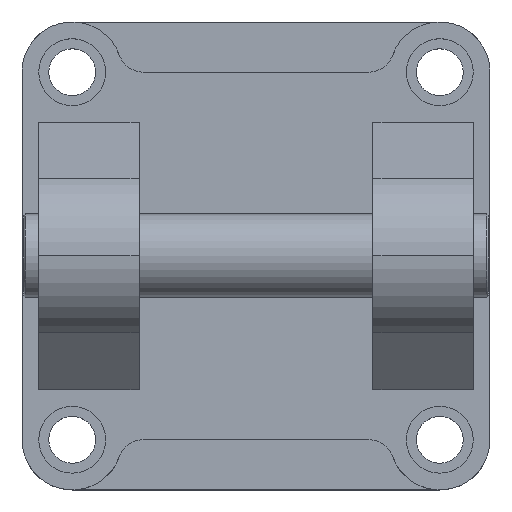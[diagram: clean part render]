
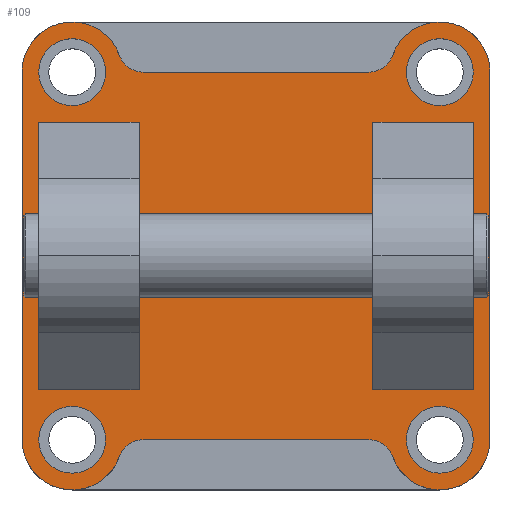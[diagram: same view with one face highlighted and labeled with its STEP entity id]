
A CAD part, top view. The second image highlights one B-rep face of the part: STEP entity #109.
In plain terms, the highlighted planar face has unit normal (0, 0, 1).
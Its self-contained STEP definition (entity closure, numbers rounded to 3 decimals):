
#109=ADVANCED_FACE('',(#246,#247,#248,#249,#250,#251,#252),#253,.T.);
#246=FACE_BOUND('',#395,.T.);
#247=FACE_BOUND('',#396,.T.);
#248=FACE_BOUND('',#397,.T.);
#249=FACE_BOUND('',#398,.T.);
#250=FACE_BOUND('',#399,.T.);
#251=FACE_BOUND('',#400,.T.);
#252=FACE_OUTER_BOUND('',#401,.T.);
#253=PLANE('',#402);
#395=EDGE_LOOP('',(#869,#870,#871,#872));
#396=EDGE_LOOP('',(#873,#874,#875,#876));
#397=EDGE_LOOP('',(#877,#878));
#398=EDGE_LOOP('',(#879,#880));
#399=EDGE_LOOP('',(#881,#882));
#400=EDGE_LOOP('',(#883,#884));
#401=EDGE_LOOP('',(#885,#886,#887,#888,#889,#890,#891,#892,#893,#894,#895,#896));
#402=AXIS2_PLACEMENT_3D('',#897,#898,#899);
#869=ORIENTED_EDGE('',*,*,#998,.T.);
#870=ORIENTED_EDGE('',*,*,#1000,.T.);
#871=ORIENTED_EDGE('',*,*,#993,.T.);
#872=ORIENTED_EDGE('',*,*,#1001,.T.);
#873=ORIENTED_EDGE('',*,*,#1009,.T.);
#874=ORIENTED_EDGE('',*,*,#1011,.T.);
#875=ORIENTED_EDGE('',*,*,#1004,.T.);
#876=ORIENTED_EDGE('',*,*,#1012,.T.);
#877=ORIENTED_EDGE('',*,*,#954,.T.);
#878=ORIENTED_EDGE('',*,*,#1015,.T.);
#879=ORIENTED_EDGE('',*,*,#946,.T.);
#880=ORIENTED_EDGE('',*,*,#1019,.T.);
#881=ORIENTED_EDGE('',*,*,#938,.T.);
#882=ORIENTED_EDGE('',*,*,#1023,.T.);
#883=ORIENTED_EDGE('',*,*,#930,.T.);
#884=ORIENTED_EDGE('',*,*,#1027,.T.);
#885=ORIENTED_EDGE('',*,*,#1065,.F.);
#886=ORIENTED_EDGE('',*,*,#1068,.F.);
#887=ORIENTED_EDGE('',*,*,#1078,.F.);
#888=ORIENTED_EDGE('',*,*,#1074,.F.);
#889=ORIENTED_EDGE('',*,*,#1072,.F.);
#890=ORIENTED_EDGE('',*,*,#1070,.F.);
#891=ORIENTED_EDGE('',*,*,#1050,.F.);
#892=ORIENTED_EDGE('',*,*,#1054,.F.);
#893=ORIENTED_EDGE('',*,*,#1057,.F.);
#894=ORIENTED_EDGE('',*,*,#1063,.F.);
#895=ORIENTED_EDGE('',*,*,#1069,.F.);
#896=ORIENTED_EDGE('',*,*,#1059,.F.);
#897=CARTESIAN_POINT('',(0.0,0.,20.0));
#898=DIRECTION('',(0.0,0.0,1.0));
#899=DIRECTION('',(1.0,0.0,0.0));
#930=EDGE_CURVE('',#1098,#1095,#1099,.T.);
#938=EDGE_CURVE('',#1114,#1111,#1115,.T.);
#946=EDGE_CURVE('',#1130,#1127,#1131,.T.);
#954=EDGE_CURVE('',#1146,#1143,#1147,.T.);
#993=EDGE_CURVE('',#1209,#1211,#1213,.T.);
#998=EDGE_CURVE('',#1221,#1219,#1222,.T.);
#1000=EDGE_CURVE('',#1219,#1209,#1224,.T.);
#1001=EDGE_CURVE('',#1211,#1221,#1225,.T.);
#1004=EDGE_CURVE('',#1226,#1228,#1230,.T.);
#1009=EDGE_CURVE('',#1238,#1236,#1239,.T.);
#1011=EDGE_CURVE('',#1236,#1226,#1241,.T.);
#1012=EDGE_CURVE('',#1228,#1238,#1242,.T.);
#1015=EDGE_CURVE('',#1143,#1146,#1245,.T.);
#1019=EDGE_CURVE('',#1127,#1130,#1249,.T.);
#1023=EDGE_CURVE('',#1111,#1114,#1253,.T.);
#1027=EDGE_CURVE('',#1095,#1098,#1257,.T.);
#1050=EDGE_CURVE('',#1295,#1297,#1298,.T.);
#1054=EDGE_CURVE('',#1302,#1295,#1304,.T.);
#1057=EDGE_CURVE('',#1307,#1302,#1309,.T.);
#1059=EDGE_CURVE('',#1310,#1312,#1313,.T.);
#1063=EDGE_CURVE('',#1316,#1307,#1318,.T.);
#1065=EDGE_CURVE('',#1319,#1310,#1321,.T.);
#1068=EDGE_CURVE('',#1324,#1319,#1326,.T.);
#1069=EDGE_CURVE('',#1312,#1316,#1327,.T.);
#1070=EDGE_CURVE('',#1297,#1328,#1329,.T.);
#1072=EDGE_CURVE('',#1328,#1331,#1332,.T.);
#1074=EDGE_CURVE('',#1331,#1334,#1335,.T.);
#1078=EDGE_CURVE('',#1334,#1324,#1340,.T.);
#1095=VERTEX_POINT('',#1361);
#1098=VERTEX_POINT('',#1365);
#1099=CIRCLE('',#1366,10.0);
#1111=VERTEX_POINT('',#1381);
#1114=VERTEX_POINT('',#1385);
#1115=CIRCLE('',#1386,10.0);
#1127=VERTEX_POINT('',#1401);
#1130=VERTEX_POINT('',#1405);
#1131=CIRCLE('',#1406,10.0);
#1143=VERTEX_POINT('',#1421);
#1146=VERTEX_POINT('',#1425);
#1147=CIRCLE('',#1426,10.0);
#1209=VERTEX_POINT('',#1503);
#1211=VERTEX_POINT('',#1506);
#1213=LINE('',#1509,#1510);
#1219=VERTEX_POINT('',#1517);
#1221=VERTEX_POINT('',#1520);
#1222=LINE('',#1521,#1522);
#1224=LINE('',#1525,#1526);
#1225=LINE('',#1527,#1528);
#1226=VERTEX_POINT('',#1529);
#1228=VERTEX_POINT('',#1532);
#1230=LINE('',#1535,#1536);
#1236=VERTEX_POINT('',#1543);
#1238=VERTEX_POINT('',#1546);
#1239=LINE('',#1547,#1548);
#1241=LINE('',#1551,#1552);
#1242=LINE('',#1553,#1554);
#1245=CIRCLE('',#1557,10.0);
#1249=CIRCLE('',#1561,10.0);
#1253=CIRCLE('',#1565,10.0);
#1257=CIRCLE('',#1569,10.0);
#1295=VERTEX_POINT('',#1617);
#1297=VERTEX_POINT('',#1620);
#1298=CIRCLE('',#1621,7.5);
#1302=VERTEX_POINT('',#1626);
#1304=CIRCLE('',#1629,15.0);
#1307=VERTEX_POINT('',#1633);
#1309=LINE('',#1636,#1637);
#1310=VERTEX_POINT('',#1638);
#1312=VERTEX_POINT('',#1641);
#1313=LINE('',#1642,#1643);
#1316=VERTEX_POINT('',#1647);
#1318=CIRCLE('',#1650,15.0);
#1319=VERTEX_POINT('',#1651);
#1321=CIRCLE('',#1654,7.5);
#1324=VERTEX_POINT('',#1657);
#1326=CIRCLE('',#1660,15.0);
#1327=CIRCLE('',#1661,7.5);
#1328=VERTEX_POINT('',#1662);
#1329=LINE('',#1663,#1664);
#1331=VERTEX_POINT('',#1667);
#1332=CIRCLE('',#1668,7.5);
#1334=VERTEX_POINT('',#1671);
#1335=CIRCLE('',#1672,15.0);
#1340=LINE('',#1679,#1680);
#1361=CARTESIAN_POINT('',(-45.0,-55.0,20.0));
#1365=CARTESIAN_POINT('',(-65.0,-55.0,20.0));
#1366=AXIS2_PLACEMENT_3D('',#1698,#1699,#1700);
#1381=CARTESIAN_POINT('',(-45.0,55.0,20.0));
#1385=CARTESIAN_POINT('',(-65.0,55.0,20.0));
#1386=AXIS2_PLACEMENT_3D('',#1714,#1715,#1716);
#1401=CARTESIAN_POINT('',(65.0,-55.0,20.0));
#1405=CARTESIAN_POINT('',(45.0,-55.0,20.0));
#1406=AXIS2_PLACEMENT_3D('',#1730,#1731,#1732);
#1421=CARTESIAN_POINT('',(65.0,55.0,20.0));
#1425=CARTESIAN_POINT('',(45.0,55.0,20.0));
#1426=AXIS2_PLACEMENT_3D('',#1746,#1747,#1748);
#1503=CARTESIAN_POINT('',(65.0,-40.0,20.0));
#1506=CARTESIAN_POINT('',(35.0,-40.0,20.0));
#1509=CARTESIAN_POINT('',(17.5,-40.0,20.0));
#1510=VECTOR('',#1829,1.0);
#1517=CARTESIAN_POINT('',(65.0,40.0,20.0));
#1520=CARTESIAN_POINT('',(35.0,40.0,20.0));
#1521=CARTESIAN_POINT('',(17.5,40.0,20.0));
#1522=VECTOR('',#1838,1.0);
#1525=CARTESIAN_POINT('',(65.0,0.,20.0));
#1526=VECTOR('',#1840,1.0);
#1527=CARTESIAN_POINT('',(35.0,0.0,20.0));
#1528=VECTOR('',#1841,1.0);
#1529=CARTESIAN_POINT('',(-65.0,40.0,20.0));
#1532=CARTESIAN_POINT('',(-35.0,40.0,20.0));
#1535=CARTESIAN_POINT('',(-17.5,40.0,20.0));
#1536=VECTOR('',#1844,1.0);
#1543=CARTESIAN_POINT('',(-65.0,-40.0,20.0));
#1546=CARTESIAN_POINT('',(-35.0,-40.0,20.0));
#1547=CARTESIAN_POINT('',(-17.5,-40.0,20.0));
#1548=VECTOR('',#1853,1.0);
#1551=CARTESIAN_POINT('',(-65.0,0.0,20.0));
#1552=VECTOR('',#1855,1.0);
#1553=CARTESIAN_POINT('',(-35.0,0.0,20.0));
#1554=VECTOR('',#1856,1.0);
#1557=AXIS2_PLACEMENT_3D('',#1863,#1864,#1865);
#1561=AXIS2_PLACEMENT_3D('',#1875,#1876,#1877);
#1565=AXIS2_PLACEMENT_3D('',#1887,#1888,#1889);
#1569=AXIS2_PLACEMENT_3D('',#1899,#1900,#1901);
#1617=CARTESIAN_POINT('',(40.858,-60.0,20.0));
#1620=CARTESIAN_POINT('',(33.787,-55.0,20.0));
#1621=AXIS2_PLACEMENT_3D('',#1946,#1947,#1948);
#1626=CARTESIAN_POINT('',(70.0,-55.0,20.0));
#1629=AXIS2_PLACEMENT_3D('',#1954,#1955,#1956);
#1633=CARTESIAN_POINT('',(70.0,55.0,20.0));
#1636=CARTESIAN_POINT('',(70.0,55.0,20.0));
#1637=VECTOR('',#1959,1.0);
#1638=CARTESIAN_POINT('',(-33.787,55.0,20.0));
#1641=CARTESIAN_POINT('',(33.787,55.0,20.0));
#1642=CARTESIAN_POINT('',(-33.787,55.0,20.0));
#1643=VECTOR('',#1961,1.0);
#1647=CARTESIAN_POINT('',(40.858,60.0,20.0));
#1650=AXIS2_PLACEMENT_3D('',#1967,#1968,#1969);
#1651=CARTESIAN_POINT('',(-40.858,60.0,20.0));
#1654=AXIS2_PLACEMENT_3D('',#1971,#1972,#1973);
#1657=CARTESIAN_POINT('',(-70.0,55.0,20.0));
#1660=AXIS2_PLACEMENT_3D('',#1978,#1979,#1980);
#1661=AXIS2_PLACEMENT_3D('',#1981,#1982,#1983);
#1662=CARTESIAN_POINT('',(-33.787,-55.0,20.0));
#1663=CARTESIAN_POINT('',(33.787,-55.0,20.0));
#1664=VECTOR('',#1984,1.0);
#1667=CARTESIAN_POINT('',(-40.858,-60.0,20.0));
#1668=AXIS2_PLACEMENT_3D('',#1986,#1987,#1988);
#1671=CARTESIAN_POINT('',(-70.0,-55.0,20.0));
#1672=AXIS2_PLACEMENT_3D('',#1990,#1991,#1992);
#1679=CARTESIAN_POINT('',(-70.0,-55.0,20.0));
#1680=VECTOR('',#1998,1.0);
#1698=CARTESIAN_POINT('',(-55.0,-55.0,20.0));
#1699=DIRECTION('',(0.0,0.0,-1.0));
#1700=DIRECTION('',(1.0,0.0,0.0));
#1714=CARTESIAN_POINT('',(-55.0,55.0,20.0));
#1715=DIRECTION('',(0.0,0.0,-1.0));
#1716=DIRECTION('',(1.0,0.0,0.0));
#1730=CARTESIAN_POINT('',(55.0,-55.0,20.0));
#1731=DIRECTION('',(0.0,0.0,-1.0));
#1732=DIRECTION('',(1.0,0.0,0.0));
#1746=CARTESIAN_POINT('',(55.0,55.0,20.0));
#1747=DIRECTION('',(0.0,0.0,-1.0));
#1748=DIRECTION('',(1.0,0.0,0.0));
#1829=DIRECTION('',(-1.0,0.,0.0));
#1838=DIRECTION('',(1.0,0.,0.0));
#1840=DIRECTION('',(0.,-1.0,0.0));
#1841=DIRECTION('',(0.,1.0,-0.0));
#1844=DIRECTION('',(1.0,0.,0.0));
#1853=DIRECTION('',(-1.0,0.,0.0));
#1855=DIRECTION('',(0.0,1.0,-0.0));
#1856=DIRECTION('',(0.0,-1.0,0.0));
#1863=CARTESIAN_POINT('',(55.0,55.0,20.0));
#1864=DIRECTION('',(0.0,0.0,-1.0));
#1865=DIRECTION('',(1.0,0.0,0.0));
#1875=CARTESIAN_POINT('',(55.0,-55.0,20.0));
#1876=DIRECTION('',(0.0,0.0,-1.0));
#1877=DIRECTION('',(1.0,0.0,0.0));
#1887=CARTESIAN_POINT('',(-55.0,55.0,20.0));
#1888=DIRECTION('',(0.0,0.0,-1.0));
#1889=DIRECTION('',(1.0,0.0,0.0));
#1899=CARTESIAN_POINT('',(-55.0,-55.0,20.0));
#1900=DIRECTION('',(0.0,0.0,-1.0));
#1901=DIRECTION('',(1.0,0.0,0.0));
#1946=CARTESIAN_POINT('',(33.787,-62.5,20.0));
#1947=DIRECTION('',(0.0,0.0,1.0));
#1948=DIRECTION('',(1.0,0.0,0.0));
#1954=CARTESIAN_POINT('',(55.0,-55.0,20.0));
#1955=DIRECTION('',(0.0,0.0,-1.0));
#1956=DIRECTION('',(1.0,0.0,0.0));
#1959=DIRECTION('',(0.0,-1.0,0.0));
#1961=DIRECTION('',(1.0,0.0,0.0));
#1967=CARTESIAN_POINT('',(55.0,55.0,20.0));
#1968=DIRECTION('',(0.0,0.0,-1.0));
#1969=DIRECTION('',(1.0,0.0,0.0));
#1971=CARTESIAN_POINT('',(-33.787,62.5,20.0));
#1972=DIRECTION('',(0.0,0.0,1.0));
#1973=DIRECTION('',(1.0,0.0,0.0));
#1978=CARTESIAN_POINT('',(-55.0,55.0,20.0));
#1979=DIRECTION('',(0.0,0.0,-1.0));
#1980=DIRECTION('',(1.0,0.0,0.0));
#1981=CARTESIAN_POINT('',(33.787,62.5,20.0));
#1982=DIRECTION('',(0.0,0.0,1.0));
#1983=DIRECTION('',(1.0,0.0,0.0));
#1984=DIRECTION('',(-1.0,0.0,0.0));
#1986=CARTESIAN_POINT('',(-33.787,-62.5,20.0));
#1987=DIRECTION('',(0.0,0.0,1.0));
#1988=DIRECTION('',(1.0,0.0,0.0));
#1990=CARTESIAN_POINT('',(-55.0,-55.0,20.0));
#1991=DIRECTION('',(0.0,0.0,-1.0));
#1992=DIRECTION('',(1.0,0.0,0.0));
#1998=DIRECTION('',(0.0,1.0,0.0));
